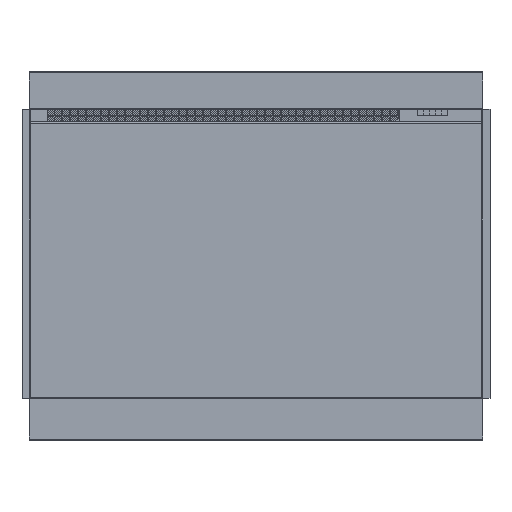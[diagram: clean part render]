
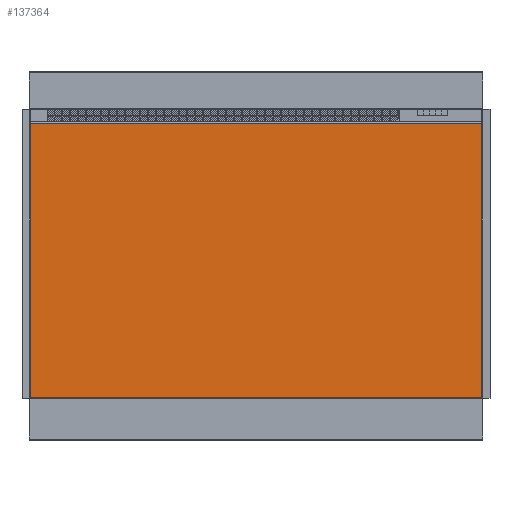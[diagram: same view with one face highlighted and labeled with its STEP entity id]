
A CAD part, top view. The second image highlights one B-rep face of the part: STEP entity #137364.
In plain terms, the highlighted planar face has unit normal (0, 0, 1).
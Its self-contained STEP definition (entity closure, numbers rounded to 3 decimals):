
#11780 = DIRECTION ( 'NONE',  ( 1., 0., 0. ) ) ;
#13708 = DIRECTION ( 'NONE',  ( -1., 0., 0. ) ) ;
#25061 = VECTOR ( 'NONE', #13708, 1000. ) ;
#38519 = DIRECTION ( 'NONE',  ( 1., 0., 0. ) ) ;
#39263 = CARTESIAN_POINT ( 'NONE',  ( 394., 1364.016, -1. ) ) ;
#43619 = DIRECTION ( 'NONE',  ( 0., 0., 1. ) ) ;
#49767 = ORIENTED_EDGE ( 'NONE', *, *, #129270, .T. ) ;
#50052 = EDGE_CURVE ( 'NONE', #93442, #87721, #143873, .T. ) ;
#55027 = LINE ( 'NONE', #133880, #25061 ) ;
#56179 = VECTOR ( 'NONE', #79586, 1000. ) ;
#58914 = LINE ( 'NONE', #139038, #56179 ) ;
#59180 = CARTESIAN_POINT ( 'NONE',  ( 394., 1364.016, -1. ) ) ;
#61736 = FACE_OUTER_BOUND ( 'NONE', #204733, .T. ) ;
#79586 = DIRECTION ( 'NONE',  ( 0., -1., 0. ) ) ;
#87721 = VERTEX_POINT ( 'NONE', #178896 ) ;
#93442 = VERTEX_POINT ( 'NONE', #97240 ) ;
#93962 = EDGE_CURVE ( 'NONE', #131078, #93442, #249546, .T. ) ;
#95562 = CARTESIAN_POINT ( 'NONE',  ( -394., 72.263, -1. ) ) ;
#97240 = CARTESIAN_POINT ( 'NONE',  ( 394., 552., -1. ) ) ;
#116706 = EDGE_CURVE ( 'NONE', #87721, #205781, #55027, .T. ) ;
#128489 = ORIENTED_EDGE ( 'NONE', *, *, #50052, .F. ) ;
#129270 = EDGE_CURVE ( 'NONE', #131078, #205781, #58914, .T. ) ;
#131078 = VERTEX_POINT ( 'NONE', #162295 ) ;
#133880 = CARTESIAN_POINT ( 'NONE',  ( 394., 72.263, -1. ) ) ;
#135739 = CARTESIAN_POINT ( 'NONE',  ( 394., 552., -1. ) ) ;
#137364 = ADVANCED_FACE ( 'NONE', ( #61736 ), #156155, .T. ) ;
#139038 = CARTESIAN_POINT ( 'NONE',  ( -394., 1364.016, -1. ) ) ;
#143873 = LINE ( 'NONE', #39263, #190674 ) ;
#156155 = PLANE ( 'NONE',  #227711 ) ;
#162295 = CARTESIAN_POINT ( 'NONE',  ( -394., 552., -1. ) ) ;
#163343 = ORIENTED_EDGE ( 'NONE', *, *, #116706, .F. ) ;
#178896 = CARTESIAN_POINT ( 'NONE',  ( 394., 72.263, -1. ) ) ;
#189807 = VECTOR ( 'NONE', #11780, 1000. ) ;
#190674 = VECTOR ( 'NONE', #196934, 1000. ) ;
#196934 = DIRECTION ( 'NONE',  ( 0., -1., 0. ) ) ;
#202188 = ORIENTED_EDGE ( 'NONE', *, *, #93962, .F. ) ;
#204733 = EDGE_LOOP ( 'NONE', ( #202188, #49767, #163343, #128489 ) ) ;
#205781 = VERTEX_POINT ( 'NONE', #95562 ) ;
#227711 = AXIS2_PLACEMENT_3D ( 'NONE', #59180, #43619, #38519 ) ;
#249546 = LINE ( 'NONE', #135739, #189807 ) ;
